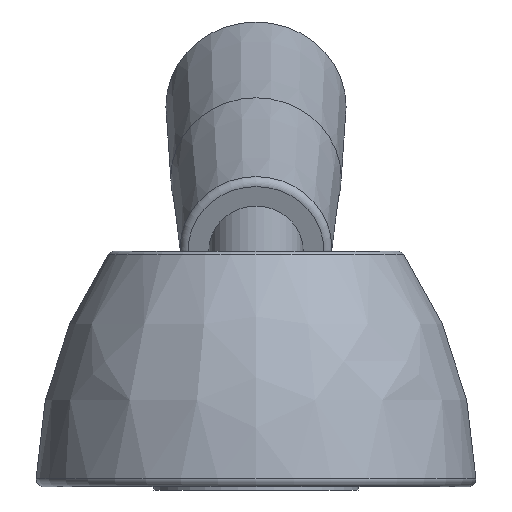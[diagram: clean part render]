
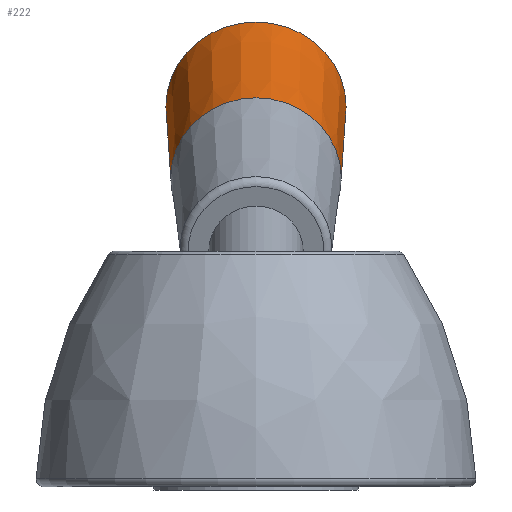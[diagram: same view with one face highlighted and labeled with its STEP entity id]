
A CAD part, left-side view. The second image highlights one B-rep face of the part: STEP entity #222.
In plain terms, the highlighted conical face has half-angle 1.33 degrees and reference radius 10.85 mm.
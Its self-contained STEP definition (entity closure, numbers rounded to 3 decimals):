
#222 = ADVANCED_FACE( '', ( #490, #491 ), #492, .T. );
#490 = FACE_OUTER_BOUND( '', #1251, .T. );
#491 = FACE_BOUND( '', #1252, .T. );
#492 = CONICAL_SURFACE( '', #1253, 10.85, 0.023 );
#1251 = EDGE_LOOP( '', ( #1826 ) );
#1252 = EDGE_LOOP( '', ( #1827 ) );
#1253 = AXIS2_PLACEMENT_3D( '', #1828, #1829, #1830 );
#1826 = ORIENTED_EDGE( '', *, *, #2117, .T. );
#1827 = ORIENTED_EDGE( '', *, *, #2142, .T. );
#1828 = CARTESIAN_POINT( '', ( 98.713, 0., 39.326 ) );
#1829 = DIRECTION( '', ( 0.94, 0., 0.342 ) );
#1830 = DIRECTION( '', ( 0., 1., 0. ) );
#2117 = EDGE_CURVE( '', #2417, #2417, #2418, .T. );
#2142 = EDGE_CURVE( '', #2448, #2448, #2449, .T. );
#2417 = VERTEX_POINT( '', #3193 );
#2418 = CIRCLE( '', #3194, 11.465 );
#2448 = VERTEX_POINT( '', #3255 );
#2449 = CIRCLE( '', #3256, 10.85 );
#3193 = CARTESIAN_POINT( '', ( 123.615, -11.465, 48.39 ) );
#3194 = AXIS2_PLACEMENT_3D( '', #3479, #3480, #3481 );
#3255 = CARTESIAN_POINT( '', ( 98.713, 10.85, 39.326 ) );
#3256 = AXIS2_PLACEMENT_3D( '', #3508, #3509, #3510 );
#3479 = CARTESIAN_POINT( '', ( 123.615, 0., 48.39 ) );
#3480 = DIRECTION( '', ( -0.94, 0., -0.342 ) );
#3481 = DIRECTION( '', ( 0., -1., 0. ) );
#3508 = CARTESIAN_POINT( '', ( 98.713, 0., 39.326 ) );
#3509 = DIRECTION( '', ( 0.94, 0., 0.342 ) );
#3510 = DIRECTION( '', ( 0., 1., 0. ) );
